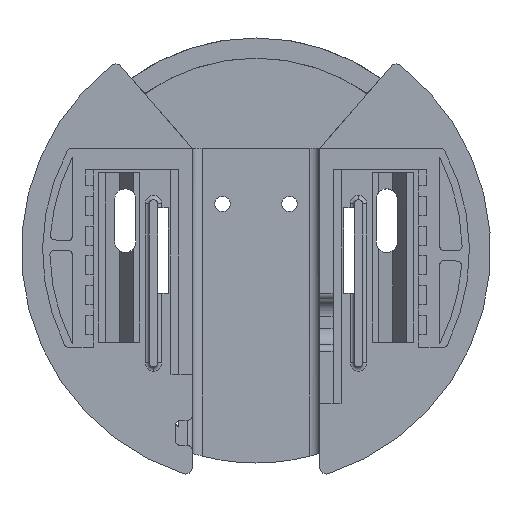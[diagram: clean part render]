
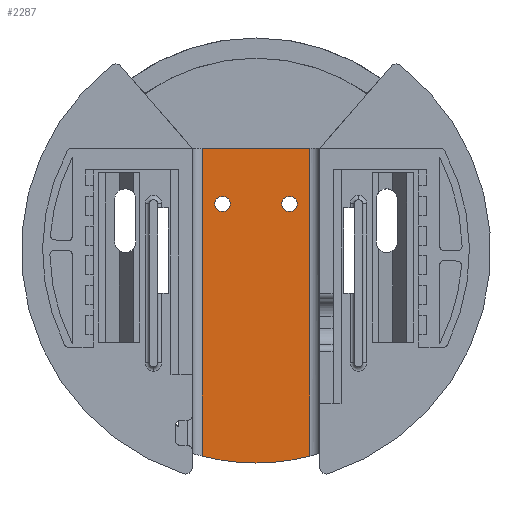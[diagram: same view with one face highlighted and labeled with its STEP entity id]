
A CAD part, front view. The second image highlights one B-rep face of the part: STEP entity #2287.
In plain terms, the highlighted planar face has unit normal (0, -1, 0).
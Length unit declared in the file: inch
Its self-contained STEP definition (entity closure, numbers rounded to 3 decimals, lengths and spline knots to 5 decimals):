
#81 = VERTEX_POINT ( 'NONE', #4932 ) ;
#215 = VERTEX_POINT ( 'NONE', #5030 ) ;
#235 = CARTESIAN_POINT ( 'NONE',  ( -0.3937, 0.39788, 0.54803 ) ) ;
#329 = ORIENTED_EDGE ( 'NONE', *, *, #6999, .T. ) ;
#386 = CARTESIAN_POINT ( 'NONE',  ( -0.63189, 0.39788, 1.2 ) ) ;
#421 = CIRCLE ( 'NONE', #8090, 0.09055 ) ;
#483 = CARTESIAN_POINT ( 'NONE',  ( -0.63189, 0.39788, -2.41883 ) ) ;
#588 = VERTEX_POINT ( 'NONE', #9219 ) ;
#601 = EDGE_CURVE ( 'NONE', #9018, #7942, #2612, .T. ) ;
#758 = CIRCLE ( 'NONE', #9578, 0.09055 ) ;
#857 = EDGE_LOOP ( 'NONE', ( #2065, #6652, #1088, #960, #1340 ) ) ;
#863 = CARTESIAN_POINT ( 'NONE',  ( 0., 0.39788, 0. ) ) ;
#960 = ORIENTED_EDGE ( 'NONE', *, *, #601, .T. ) ;
#1088 = ORIENTED_EDGE ( 'NONE', *, *, #1741, .T. ) ;
#1100 = AXIS2_PLACEMENT_3D ( 'NONE', #7418, #6725, #6758 ) ;
#1284 = CARTESIAN_POINT ( 'NONE',  ( 0.3937, 0.39788, 0.45748 ) ) ;
#1340 = ORIENTED_EDGE ( 'NONE', *, *, #8246, .T. ) ;
#1354 = VECTOR ( 'NONE', #2915, 39.37008 ) ;
#1518 = AXIS2_PLACEMENT_3D ( 'NONE', #235, #3350, #2530 ) ;
#1629 = DIRECTION ( 'NONE',  ( 0., 0., -1. ) ) ;
#1646 = DIRECTION ( 'NONE',  ( 0., -1., 0. ) ) ;
#1741 = EDGE_CURVE ( 'NONE', #3838, #9018, #6951, .T. ) ;
#2027 = DIRECTION ( 'NONE',  ( 0., 1., 0. ) ) ;
#2065 = ORIENTED_EDGE ( 'NONE', *, *, #3510, .T. ) ;
#2216 = ORIENTED_EDGE ( 'NONE', *, *, #3695, .T. ) ;
#2287 = ADVANCED_FACE ( 'NONE', ( #4589, #9678, #5505 ), #7182, .F. ) ;
#2530 = DIRECTION ( 'NONE',  ( 0., 0., 1. ) ) ;
#2556 = LINE ( 'NONE', #5366, #8482 ) ;
#2612 = CIRCLE ( 'NONE', #2681, 2.5 ) ;
#2620 = CARTESIAN_POINT ( 'NONE',  ( 0., 0.39788, 0. ) ) ;
#2681 = AXIS2_PLACEMENT_3D ( 'NONE', #863, #1646, #7705 ) ;
#2697 = DIRECTION ( 'NONE',  ( 0., 1., 0. ) ) ;
#2844 = EDGE_CURVE ( 'NONE', #3560, #3838, #2556, .T. ) ;
#2915 = DIRECTION ( 'NONE',  ( 0., 0., 1. ) ) ;
#3035 = ORIENTED_EDGE ( 'NONE', *, *, #7187, .T. ) ;
#3044 = LINE ( 'NONE', #8127, #1354 ) ;
#3350 = DIRECTION ( 'NONE',  ( 0., 1., 0. ) ) ;
#3495 = CARTESIAN_POINT ( 'NONE',  ( 0., 0.39788, -2.5 ) ) ;
#3510 = EDGE_CURVE ( 'NONE', #588, #3560, #7331, .T. ) ;
#3560 = VERTEX_POINT ( 'NONE', #386 ) ;
#3686 = CARTESIAN_POINT ( 'NONE',  ( 0.3937, 0.39788, 0.63858 ) ) ;
#3695 = EDGE_CURVE ( 'NONE', #9173, #8646, #421, .T. ) ;
#3838 = VERTEX_POINT ( 'NONE', #483 ) ;
#4075 = DIRECTION ( 'NONE',  ( 0., 0., 1. ) ) ;
#4206 = CARTESIAN_POINT ( 'NONE',  ( 0.3937, 0.39788, 0.54803 ) ) ;
#4374 = EDGE_LOOP ( 'NONE', ( #2216, #329 ) ) ;
#4443 = CIRCLE ( 'NONE', #1518, 0.09055 ) ;
#4589 = FACE_OUTER_BOUND ( 'NONE', #857, .T. ) ;
#4722 = AXIS2_PLACEMENT_3D ( 'NONE', #2620, #4867, #6375 ) ;
#4867 = DIRECTION ( 'NONE',  ( 0., 1., 0. ) ) ;
#4932 = CARTESIAN_POINT ( 'NONE',  ( -0.3937, 0.39788, 0.63858 ) ) ;
#5030 = CARTESIAN_POINT ( 'NONE',  ( -0.3937, 0.39788, 0.45748 ) ) ;
#5281 = CARTESIAN_POINT ( 'NONE',  ( 0., 0.39788, 0. ) ) ;
#5283 = AXIS2_PLACEMENT_3D ( 'NONE', #5281, #6808, #9138 ) ;
#5366 = CARTESIAN_POINT ( 'NONE',  ( -0.63189, 0.39788, -2.38485 ) ) ;
#5505 = FACE_BOUND ( 'NONE', #6627, .T. ) ;
#6000 = CIRCLE ( 'NONE', #1100, 0.09055 ) ;
#6259 = CARTESIAN_POINT ( 'NONE',  ( 0.63189, 0.39788, -2.41883 ) ) ;
#6375 = DIRECTION ( 'NONE',  ( 0., 0., 1. ) ) ;
#6454 = CARTESIAN_POINT ( 'NONE',  ( 1.91805, 0.39788, 1.2 ) ) ;
#6627 = EDGE_LOOP ( 'NONE', ( #3035, #8910 ) ) ;
#6652 = ORIENTED_EDGE ( 'NONE', *, *, #2844, .T. ) ;
#6725 = DIRECTION ( 'NONE',  ( 0., 1., 0. ) ) ;
#6758 = DIRECTION ( 'NONE',  ( 0., 0., 1. ) ) ;
#6808 = DIRECTION ( 'NONE',  ( 0., -1., 0. ) ) ;
#6844 = VECTOR ( 'NONE', #9695, 39.37008 ) ;
#6951 = CIRCLE ( 'NONE', #5283, 2.5 ) ;
#6999 = EDGE_CURVE ( 'NONE', #8646, #9173, #758, .T. ) ;
#7182 = PLANE ( 'NONE',  #4722 ) ;
#7187 = EDGE_CURVE ( 'NONE', #81, #215, #6000, .T. ) ;
#7331 = LINE ( 'NONE', #6454, #6844 ) ;
#7418 = CARTESIAN_POINT ( 'NONE',  ( -0.3937, 0.39788, 0.54803 ) ) ;
#7705 = DIRECTION ( 'NONE',  ( 0., 0., -1. ) ) ;
#7942 = VERTEX_POINT ( 'NONE', #6259 ) ;
#8090 = AXIS2_PLACEMENT_3D ( 'NONE', #4206, #2697, #4075 ) ;
#8127 = CARTESIAN_POINT ( 'NONE',  ( 0.63189, 0.39788, 1.2 ) ) ;
#8246 = EDGE_CURVE ( 'NONE', #7942, #588, #3044, .T. ) ;
#8482 = VECTOR ( 'NONE', #1629, 39.37008 ) ;
#8509 = EDGE_CURVE ( 'NONE', #215, #81, #4443, .T. ) ;
#8646 = VERTEX_POINT ( 'NONE', #1284 ) ;
#8754 = DIRECTION ( 'NONE',  ( 0., 0., 1. ) ) ;
#8910 = ORIENTED_EDGE ( 'NONE', *, *, #8509, .T. ) ;
#9018 = VERTEX_POINT ( 'NONE', #3495 ) ;
#9138 = DIRECTION ( 'NONE',  ( 0., 0., -1. ) ) ;
#9173 = VERTEX_POINT ( 'NONE', #3686 ) ;
#9219 = CARTESIAN_POINT ( 'NONE',  ( 0.63189, 0.39788, 1.2 ) ) ;
#9578 = AXIS2_PLACEMENT_3D ( 'NONE', #9616, #2027, #8754 ) ;
#9616 = CARTESIAN_POINT ( 'NONE',  ( 0.3937, 0.39788, 0.54803 ) ) ;
#9678 = FACE_BOUND ( 'NONE', #4374, .T. ) ;
#9695 = DIRECTION ( 'NONE',  ( -1., 0., 0. ) ) ;
